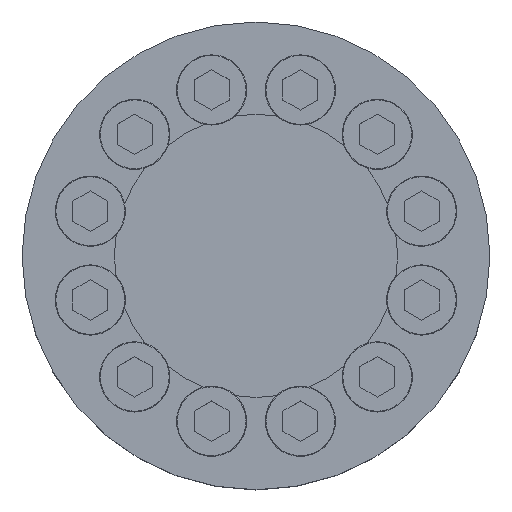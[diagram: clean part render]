
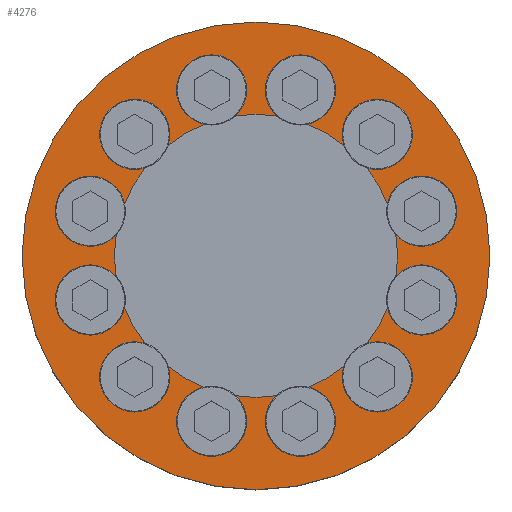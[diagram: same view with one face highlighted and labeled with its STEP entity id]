
A CAD part, top view. The second image highlights one B-rep face of the part: STEP entity #4276.
In plain terms, the highlighted planar face has unit normal (0, 0, 1).
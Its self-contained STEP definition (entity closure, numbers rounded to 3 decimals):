
#921=PLANE('',#4610);
#1228=ORIENTED_EDGE('',*,*,#2263,.F.);
#1229=ORIENTED_EDGE('',*,*,#2251,.F.);
#1230=ORIENTED_EDGE('',*,*,#2253,.F.);
#1231=ORIENTED_EDGE('',*,*,#2249,.F.);
#1232=ORIENTED_EDGE('',*,*,#2255,.F.);
#1233=ORIENTED_EDGE('',*,*,#2247,.F.);
#1234=ORIENTED_EDGE('',*,*,#2257,.F.);
#1235=ORIENTED_EDGE('',*,*,#2245,.F.);
#1236=ORIENTED_EDGE('',*,*,#2259,.F.);
#1237=ORIENTED_EDGE('',*,*,#2243,.F.);
#1238=ORIENTED_EDGE('',*,*,#2261,.F.);
#1239=ORIENTED_EDGE('',*,*,#2241,.F.);
#1240=ORIENTED_EDGE('',*,*,#2239,.F.);
#1241=ORIENTED_EDGE('',*,*,#2266,.T.);
#2239=EDGE_CURVE('',#2795,#2795,#3207,.T.);
#2241=EDGE_CURVE('',#2797,#2797,#3209,.T.);
#2243=EDGE_CURVE('',#2799,#2799,#3211,.T.);
#2245=EDGE_CURVE('',#2801,#2801,#3213,.T.);
#2247=EDGE_CURVE('',#2803,#2803,#3215,.T.);
#2249=EDGE_CURVE('',#2805,#2805,#3217,.T.);
#2251=EDGE_CURVE('',#2807,#2807,#3219,.T.);
#2253=EDGE_CURVE('',#2809,#2809,#3221,.T.);
#2255=EDGE_CURVE('',#2811,#2811,#3223,.T.);
#2257=EDGE_CURVE('',#2813,#2813,#3225,.T.);
#2259=EDGE_CURVE('',#2815,#2815,#3227,.T.);
#2261=EDGE_CURVE('',#2817,#2817,#3229,.T.);
#2263=EDGE_CURVE('',#2819,#2819,#3231,.T.);
#2266=EDGE_CURVE('',#2822,#2822,#3234,.T.);
#2795=VERTEX_POINT('',#6255);
#2797=VERTEX_POINT('',#6260);
#2799=VERTEX_POINT('',#6265);
#2801=VERTEX_POINT('',#6270);
#2803=VERTEX_POINT('',#6275);
#2805=VERTEX_POINT('',#6280);
#2807=VERTEX_POINT('',#6285);
#2809=VERTEX_POINT('',#6290);
#2811=VERTEX_POINT('',#6295);
#2813=VERTEX_POINT('',#6300);
#2815=VERTEX_POINT('',#6305);
#2817=VERTEX_POINT('',#6310);
#2819=VERTEX_POINT('',#6315);
#2822=VERTEX_POINT('',#6322);
#3207=CIRCLE('',#4568,18.);
#3209=CIRCLE('',#4571,18.);
#3211=CIRCLE('',#4574,18.);
#3213=CIRCLE('',#4577,18.);
#3215=CIRCLE('',#4580,18.);
#3217=CIRCLE('',#4583,18.);
#3219=CIRCLE('',#4586,18.);
#3221=CIRCLE('',#4589,18.);
#3223=CIRCLE('',#4592,18.);
#3225=CIRCLE('',#4595,18.);
#3227=CIRCLE('',#4598,18.);
#3229=CIRCLE('',#4601,18.);
#3231=CIRCLE('',#4604,109.);
#3234=CIRCLE('',#4608,180.);
#3372=EDGE_LOOP('',(#1228));
#3373=EDGE_LOOP('',(#1229));
#3374=EDGE_LOOP('',(#1230));
#3375=EDGE_LOOP('',(#1231));
#3376=EDGE_LOOP('',(#1232));
#3377=EDGE_LOOP('',(#1233));
#3378=EDGE_LOOP('',(#1234));
#3379=EDGE_LOOP('',(#1235));
#3380=EDGE_LOOP('',(#1236));
#3381=EDGE_LOOP('',(#1237));
#3382=EDGE_LOOP('',(#1238));
#3383=EDGE_LOOP('',(#1239));
#3384=EDGE_LOOP('',(#1240));
#3385=EDGE_LOOP('',(#1241));
#3812=FACE_BOUND('',#3372,.T.);
#3813=FACE_BOUND('',#3373,.T.);
#3814=FACE_BOUND('',#3374,.T.);
#3815=FACE_BOUND('',#3375,.T.);
#3816=FACE_BOUND('',#3376,.T.);
#3817=FACE_BOUND('',#3377,.T.);
#3818=FACE_BOUND('',#3378,.T.);
#3819=FACE_BOUND('',#3379,.T.);
#3820=FACE_BOUND('',#3380,.T.);
#3821=FACE_BOUND('',#3381,.T.);
#3822=FACE_BOUND('',#3382,.T.);
#3823=FACE_BOUND('',#3383,.T.);
#3824=FACE_BOUND('',#3384,.T.);
#3825=FACE_BOUND('',#3385,.T.);
#4276=ADVANCED_FACE('',(#3812,#3813,#3814,#3815,#3816,#3817,#3818,#3819,
#3820,#3821,#3822,#3823,#3824,#3825),#921,.T.);
#4568=AXIS2_PLACEMENT_3D('',#6254,#4988,#4989);
#4571=AXIS2_PLACEMENT_3D('',#6259,#4994,#4995);
#4574=AXIS2_PLACEMENT_3D('',#6264,#5000,#5001);
#4577=AXIS2_PLACEMENT_3D('',#6269,#5006,#5007);
#4580=AXIS2_PLACEMENT_3D('',#6274,#5012,#5013);
#4583=AXIS2_PLACEMENT_3D('',#6279,#5018,#5019);
#4586=AXIS2_PLACEMENT_3D('',#6284,#5024,#5025);
#4589=AXIS2_PLACEMENT_3D('',#6289,#5030,#5031);
#4592=AXIS2_PLACEMENT_3D('',#6294,#5036,#5037);
#4595=AXIS2_PLACEMENT_3D('',#6299,#5042,#5043);
#4598=AXIS2_PLACEMENT_3D('',#6304,#5048,#5049);
#4601=AXIS2_PLACEMENT_3D('',#6309,#5054,#5055);
#4604=AXIS2_PLACEMENT_3D('',#6314,#5060,#5061);
#4608=AXIS2_PLACEMENT_3D('',#6321,#5068,#5069);
#4610=AXIS2_PLACEMENT_3D('',#6468,#5144,#5145);
#4988=DIRECTION('',(0.,0.,1.));
#4989=DIRECTION('',(1.,0.,0.));
#4994=DIRECTION('',(0.,0.,1.));
#4995=DIRECTION('',(1.,0.,0.));
#5000=DIRECTION('',(0.,0.,1.));
#5001=DIRECTION('',(1.,0.,0.));
#5006=DIRECTION('',(0.,0.,1.));
#5007=DIRECTION('',(1.,0.,0.));
#5012=DIRECTION('',(0.,0.,1.));
#5013=DIRECTION('',(1.,0.,0.));
#5018=DIRECTION('',(0.,0.,1.));
#5019=DIRECTION('',(1.,0.,0.));
#5024=DIRECTION('',(0.,0.,1.));
#5025=DIRECTION('',(1.,0.,0.));
#5030=DIRECTION('',(0.,0.,1.));
#5031=DIRECTION('',(1.,0.,0.));
#5036=DIRECTION('',(0.,0.,1.));
#5037=DIRECTION('',(1.,0.,0.));
#5042=DIRECTION('',(0.,0.,1.));
#5043=DIRECTION('',(1.,0.,0.));
#5048=DIRECTION('',(0.,0.,1.));
#5049=DIRECTION('',(1.,0.,0.));
#5054=DIRECTION('',(0.,0.,1.));
#5055=DIRECTION('',(1.,0.,0.));
#5060=DIRECTION('',(0.,0.,1.));
#5061=DIRECTION('',(1.,0.,0.));
#5068=DIRECTION('',(0.,0.,1.));
#5069=DIRECTION('',(1.,0.,0.));
#5144=DIRECTION('',(0.,0.,1.));
#5145=DIRECTION('',(1.,0.,0.));
#6254=CARTESIAN_POINT('',(127.502,34.164,2.));
#6255=CARTESIAN_POINT('',(145.502,34.164,2.));
#6259=CARTESIAN_POINT('',(127.502,-34.164,2.));
#6260=CARTESIAN_POINT('',(145.502,-34.164,2.));
#6264=CARTESIAN_POINT('',(93.338,-93.338,2.));
#6265=CARTESIAN_POINT('',(111.338,-93.338,2.));
#6269=CARTESIAN_POINT('',(34.164,-127.502,2.));
#6270=CARTESIAN_POINT('',(52.164,-127.502,2.));
#6274=CARTESIAN_POINT('',(-34.164,-127.502,2.));
#6275=CARTESIAN_POINT('',(-16.164,-127.502,2.));
#6279=CARTESIAN_POINT('',(-93.338,-93.338,2.));
#6280=CARTESIAN_POINT('',(-75.338,-93.338,2.));
#6284=CARTESIAN_POINT('',(-127.502,-34.164,2.));
#6285=CARTESIAN_POINT('',(-109.502,-34.164,2.));
#6289=CARTESIAN_POINT('',(-127.502,34.164,2.));
#6290=CARTESIAN_POINT('',(-109.502,34.164,2.));
#6294=CARTESIAN_POINT('',(-93.338,93.338,2.));
#6295=CARTESIAN_POINT('',(-75.338,93.338,2.));
#6299=CARTESIAN_POINT('',(-34.164,127.502,2.));
#6300=CARTESIAN_POINT('',(-16.164,127.502,2.));
#6304=CARTESIAN_POINT('',(34.164,127.502,2.));
#6305=CARTESIAN_POINT('',(52.164,127.502,2.));
#6309=CARTESIAN_POINT('',(93.338,93.338,2.));
#6310=CARTESIAN_POINT('',(111.338,93.338,2.));
#6314=CARTESIAN_POINT('',(0.,0.,2.));
#6315=CARTESIAN_POINT('',(109.,0.,2.));
#6321=CARTESIAN_POINT('',(0.,0.,2.));
#6322=CARTESIAN_POINT('',(180.,0.,2.));
#6468=CARTESIAN_POINT('',(0.,0.,2.));
